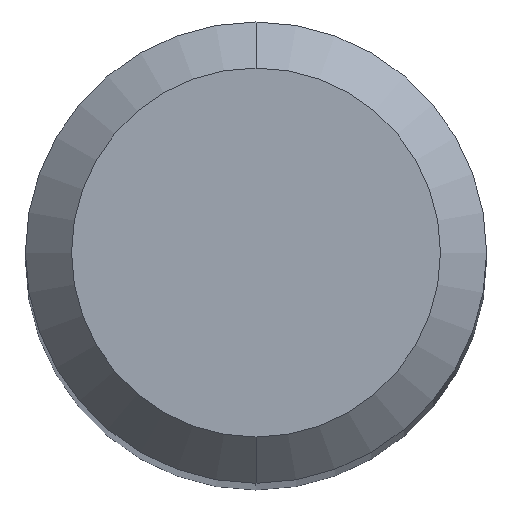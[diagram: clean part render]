
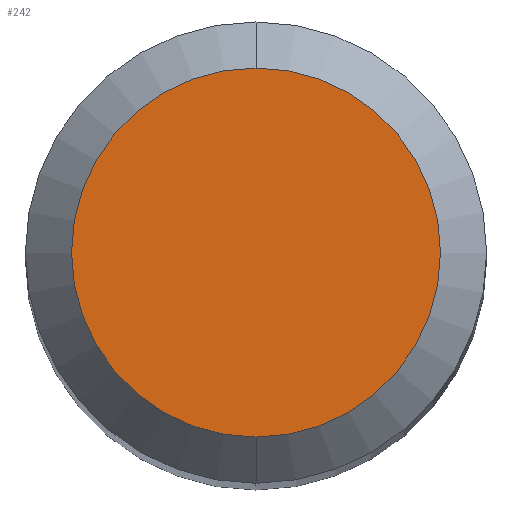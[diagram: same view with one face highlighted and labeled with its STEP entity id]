
A CAD part, top view. The second image highlights one B-rep face of the part: STEP entity #242.
In plain terms, the highlighted planar face has unit normal (0, 0, 1).
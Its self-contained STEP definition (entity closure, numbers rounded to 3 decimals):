
#18 = CARTESIAN_POINT ( 'NONE',  ( 0., 1.6, 42. ) ) ;
#20 = AXIS2_PLACEMENT_3D ( 'NONE', #276, #250, #61 ) ;
#30 = ORIENTED_EDGE ( 'NONE', *, *, #67, .T. ) ;
#42 = AXIS2_PLACEMENT_3D ( 'NONE', #281, #189, #159 ) ;
#45 = FACE_OUTER_BOUND ( 'NONE', #209, .T. ) ;
#51 = PLANE ( 'NONE',  #42 ) ;
#61 = DIRECTION ( 'NONE',  ( 0., -1., 0. ) ) ;
#67 = EDGE_CURVE ( 'NONE', #160, #206, #226, .T. ) ;
#115 = AXIS2_PLACEMENT_3D ( 'NONE', #187, #324, #138 ) ;
#138 = DIRECTION ( 'NONE',  ( 0., -1., 0. ) ) ;
#139 = EDGE_CURVE ( 'NONE', #206, #160, #202, .T. ) ;
#159 = DIRECTION ( 'NONE',  ( 0., -1., 0. ) ) ;
#160 = VERTEX_POINT ( 'NONE', #18 ) ;
#162 = ORIENTED_EDGE ( 'NONE', *, *, #139, .T. ) ;
#187 = CARTESIAN_POINT ( 'NONE',  ( 0., 0., 42. ) ) ;
#189 = DIRECTION ( 'NONE',  ( 0., 0., 1. ) ) ;
#202 = CIRCLE ( 'NONE', #20, 1.6 ) ;
#206 = VERTEX_POINT ( 'NONE', #302 ) ;
#209 = EDGE_LOOP ( 'NONE', ( #30, #162 ) ) ;
#226 = CIRCLE ( 'NONE', #115, 1.6 ) ;
#242 = ADVANCED_FACE ( 'NONE', ( #45 ), #51, .T. ) ;
#250 = DIRECTION ( 'NONE',  ( 0., 0., 1. ) ) ;
#276 = CARTESIAN_POINT ( 'NONE',  ( 0., 0., 42. ) ) ;
#281 = CARTESIAN_POINT ( 'NONE',  ( 0., 0., 42. ) ) ;
#302 = CARTESIAN_POINT ( 'NONE',  ( 0., -1.6, 42. ) ) ;
#324 = DIRECTION ( 'NONE',  ( 0., 0., 1. ) ) ;
